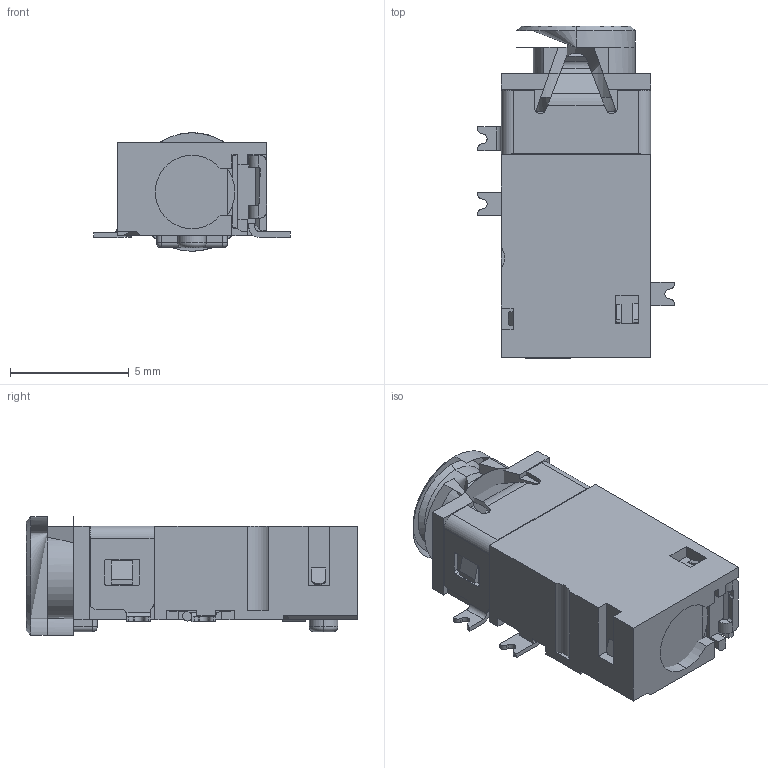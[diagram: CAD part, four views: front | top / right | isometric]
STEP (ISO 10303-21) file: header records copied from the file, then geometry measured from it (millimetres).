
FILE_DESCRIPTION(('FreeCAD Model'),'2;1');
FILE_NAME('CUI_DEVICES_SJ2_35953A_SMT_TR002_cp.step', '2021-02-11T12:26:11',('kicad StepUp'),('ksu MCAD'), 'Open CASCADE STEP processor 7.5','FreeCAD','Unknown');
FILE_SCHEMA(('AUTOMOTIVE_DESIGN { 1 0 10303 214 1 1 1 1 }'));
Length unit declared in the file: millimetre
Products named in the file (1): CUI_DEVICES_SJ2_35953A_SMT_TR002_cp
Bounding box: 8.3 x 14 x 5 mm (x, y, z)
Volume: 6.9 mm3; surface area: 704.7 mm2
Topology: 5 solids, 6 shells, 416 faces, 1176 edges, 771 vertices
Faces by surface type: plane 313, cylinder 91, sphere 6, cone 4, torus 2
Entity records: 16471 total; most frequent: CARTESIAN_POINT 2942, ORIENTED_EDGE 2320, DIRECTION 2068, EDGE_CURVE 1160, LINE 906, VECTOR 906, VERTEX_POINT 766, AXIS2_PLACEMENT_3D 581
